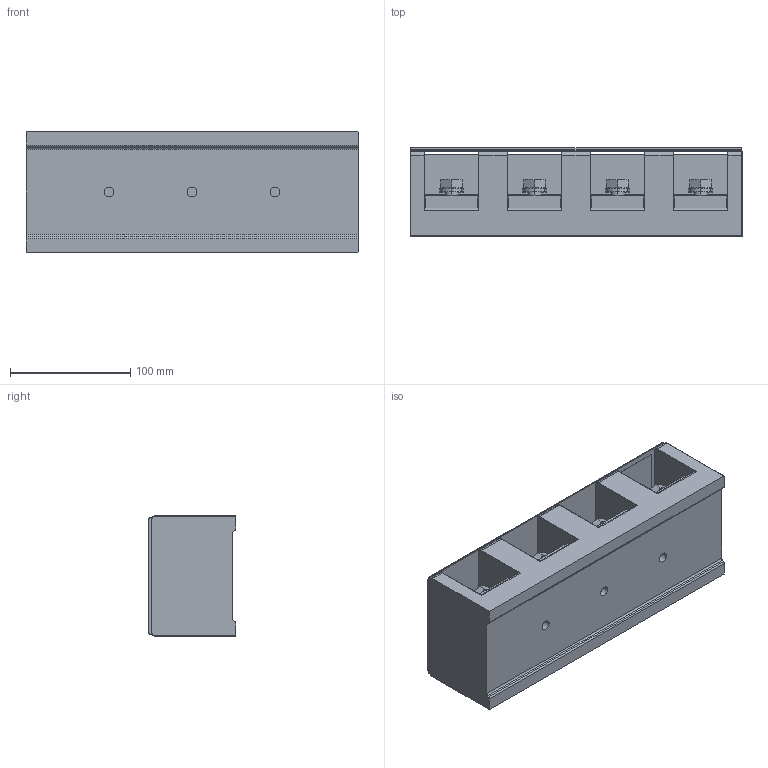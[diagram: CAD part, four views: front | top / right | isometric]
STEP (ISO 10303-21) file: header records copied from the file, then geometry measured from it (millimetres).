
FILE_DESCRIPTION((''),'2;1');
FILE_NAME('5YB574325_SW0002','2022-07-13T08:42:26',('Administrator'),(''),'CREO PARAMETRIC BY PTC INC, 2016510','CREO PARAMETRIC BY PTC INC, 2016510','');
FILE_SCHEMA(('CONFIG_CONTROL_DESIGN','SHAPE_APPEARANCE_LAYERS_GROUPS'));
Products named in the file (1): 5YB574325_SW0002
Bounding box: 276 x 73 x 100 mm (x, y, z)
Volume: 1265651.6 mm3; surface area: 253061 mm2
Topology: 9 solids, 9 shells, 2177 faces, 5788 edges, 3696 vertices
Faces by surface type: plane 1401, bspline 352, cylinder 284, cone 64, torus 60, sphere 16
Entity records: 98266 total; most frequent: CARTESIAN_POINT 31197, ORIENTED_EDGE 11512, DIRECTION 9224, EDGE_CURVE 5756, VECTOR 4322, LINE 4322, VERTEX_POINT 3696, AXIS2_PLACEMENT_3D 2451
